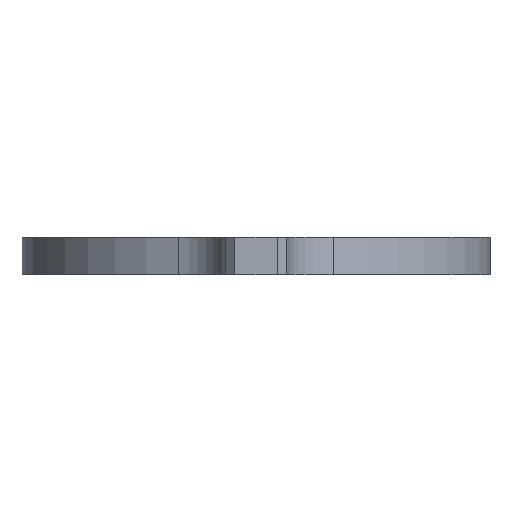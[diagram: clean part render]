
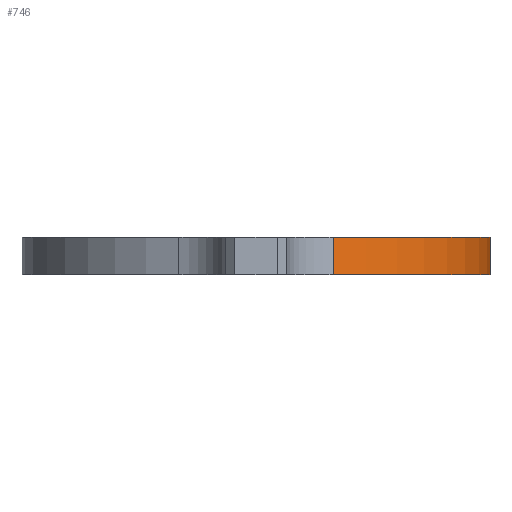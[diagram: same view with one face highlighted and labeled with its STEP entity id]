
A CAD part, left-side view. The second image highlights one B-rep face of the part: STEP entity #746.
In plain terms, the highlighted cylindrical face has radius 5 mm (diameter 10 mm), a partial arc.
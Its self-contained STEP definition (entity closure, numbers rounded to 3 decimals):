
#18 = VECTOR ( 'NONE', #502, 1000. ) ;
#20 = EDGE_CURVE ( 'NONE', #164, #367, #248, .T. ) ;
#47 = CARTESIAN_POINT ( 'NONE',  ( -6., 0., -0.4 ) ) ;
#82 = EDGE_CURVE ( 'NONE', #571, #164, #551, .T. ) ;
#99 = AXIS2_PLACEMENT_3D ( 'NONE', #47, #592, #381 ) ;
#147 = DIRECTION ( 'NONE',  ( 0., 0., -1. ) ) ;
#164 = VERTEX_POINT ( 'NONE', #628 ) ;
#206 = CARTESIAN_POINT ( 'NONE',  ( -6., -5., 0.4 ) ) ;
#228 = VERTEX_POINT ( 'NONE', #808 ) ;
#248 = CIRCLE ( 'NONE', #99, 5. ) ;
#259 = ORIENTED_EDGE ( 'NONE', *, *, #267, .F. ) ;
#267 = EDGE_CURVE ( 'NONE', #571, #228, #826, .T. ) ;
#295 = CARTESIAN_POINT ( 'NONE',  ( -10.719, -1.654, 0.4 ) ) ;
#342 = LINE ( 'NONE', #206, #18 ) ;
#353 = CARTESIAN_POINT ( 'NONE',  ( -6., -5., -0.4 ) ) ;
#367 = VERTEX_POINT ( 'NONE', #353 ) ;
#372 = CARTESIAN_POINT ( 'NONE',  ( -6., 0., 0.4 ) ) ;
#381 = DIRECTION ( 'NONE',  ( 1., 0., 0. ) ) ;
#424 = ORIENTED_EDGE ( 'NONE', *, *, #634, .F. ) ;
#480 = DIRECTION ( 'NONE',  ( 0., 0., 1. ) ) ;
#502 = DIRECTION ( 'NONE',  ( 0., 0., -1. ) ) ;
#505 = DIRECTION ( 'NONE',  ( -1., 0., 0. ) ) ;
#529 = CARTESIAN_POINT ( 'NONE',  ( -10.719, -1.654, 0.4 ) ) ;
#551 = LINE ( 'NONE', #295, #845 ) ;
#571 = VERTEX_POINT ( 'NONE', #529 ) ;
#580 = DIRECTION ( 'NONE',  ( 0., 0., -1. ) ) ;
#592 = DIRECTION ( 'NONE',  ( 0., 0., 1. ) ) ;
#610 = ORIENTED_EDGE ( 'NONE', *, *, #82, .T. ) ;
#628 = CARTESIAN_POINT ( 'NONE',  ( -10.719, -1.654, -0.4 ) ) ;
#634 = EDGE_CURVE ( 'NONE', #228, #367, #342, .T. ) ;
#655 = CYLINDRICAL_SURFACE ( 'NONE', #932, 5. ) ;
#673 = CARTESIAN_POINT ( 'NONE',  ( -6., 0., 0.4 ) ) ;
#744 = EDGE_LOOP ( 'NONE', ( #259, #610, #869, #424 ) ) ;
#746 = ADVANCED_FACE ( 'NONE', ( #850 ), #655, .T. ) ;
#808 = CARTESIAN_POINT ( 'NONE',  ( -6., -5., 0.4 ) ) ;
#819 = AXIS2_PLACEMENT_3D ( 'NONE', #673, #480, #892 ) ;
#826 = CIRCLE ( 'NONE', #819, 5. ) ;
#845 = VECTOR ( 'NONE', #147, 1000. ) ;
#850 = FACE_OUTER_BOUND ( 'NONE', #744, .T. ) ;
#869 = ORIENTED_EDGE ( 'NONE', *, *, #20, .T. ) ;
#892 = DIRECTION ( 'NONE',  ( 1., 0., 0. ) ) ;
#932 = AXIS2_PLACEMENT_3D ( 'NONE', #372, #580, #505 ) ;
